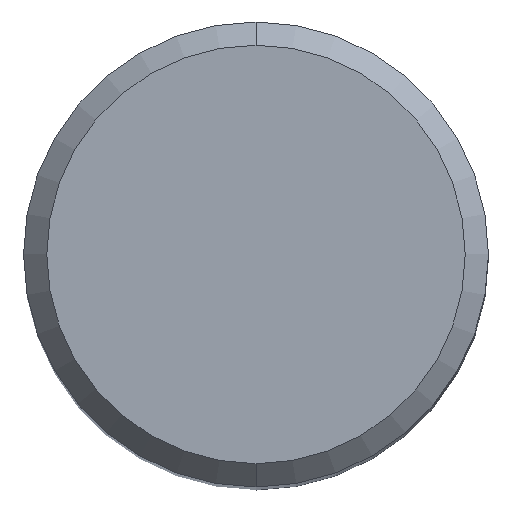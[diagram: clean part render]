
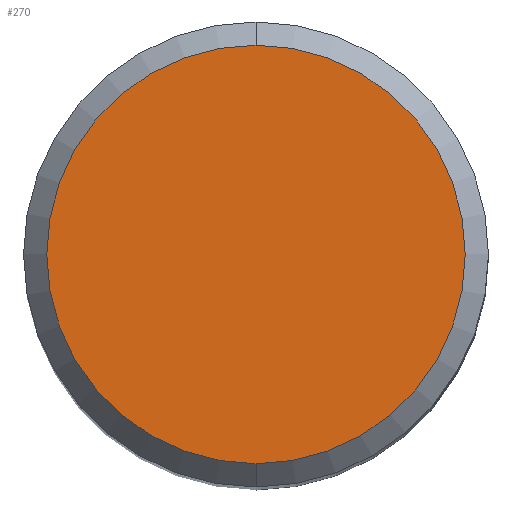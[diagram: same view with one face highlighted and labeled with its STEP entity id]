
A CAD part, top view. The second image highlights one B-rep face of the part: STEP entity #270.
In plain terms, the highlighted planar face has unit normal (0, 0, 1).
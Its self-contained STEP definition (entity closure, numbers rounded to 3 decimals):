
#134=VERTEX_POINT('',#333);
#160=EDGE_CURVE('',#250,#134,#361,.T.);
#250=VERTEX_POINT('',#465);
#254=EDGE_CURVE('',#134,#250,#471,.T.);
#270=ADVANCED_FACE('',(#487),#488,.T.);
#333=CARTESIAN_POINT('',(0.0,5.4,0.0));
#361=CIRCLE('',#585,5.4);
#465=CARTESIAN_POINT('',(0.,-5.4,0.0));
#471=CIRCLE('',#726,5.4);
#487=FACE_OUTER_BOUND('',#745,.T.);
#488=PLANE('',#746);
#585=AXIS2_PLACEMENT_3D('',#838,#839,#840);
#726=AXIS2_PLACEMENT_3D('',#987,#988,#989);
#745=EDGE_LOOP('',(#999,#1000));
#746=AXIS2_PLACEMENT_3D('',#1001,#1002,#1003);
#838=CARTESIAN_POINT('',(0.0,0.0,0.0));
#839=DIRECTION('',(0.0,0.0,-1.0));
#840=DIRECTION('',(0.0,1.0,0.0));
#987=CARTESIAN_POINT('',(0.0,0.0,0.0));
#988=DIRECTION('',(0.0,0.0,-1.0));
#989=DIRECTION('',(0.0,1.0,0.0));
#999=ORIENTED_EDGE('',*,*,#254,.F.);
#1000=ORIENTED_EDGE('',*,*,#160,.F.);
#1001=CARTESIAN_POINT('',(0.0,2.7,0.0));
#1002=DIRECTION('',(-0.0,0.0,1.0));
#1003=DIRECTION('',(0.0,-1.0,0.0));
